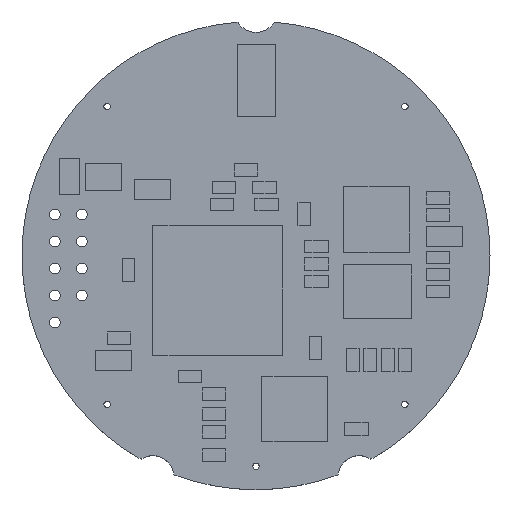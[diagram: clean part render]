
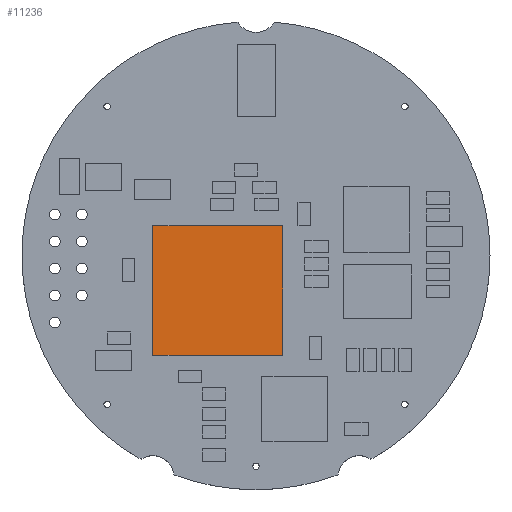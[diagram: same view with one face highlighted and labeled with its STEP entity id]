
A CAD part, top view. The second image highlights one B-rep face of the part: STEP entity #11236.
In plain terms, the highlighted planar face has unit normal (0, 0, 1).
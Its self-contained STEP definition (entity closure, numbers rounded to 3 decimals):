
#10922 = VERTEX_POINT('',#10923);
#10923 = CARTESIAN_POINT('',(3.05,3.05,1.));
#10930 = PLANE('',#10931);
#10931 = AXIS2_PLACEMENT_3D('',#10932,#10933,#10934);
#10932 = CARTESIAN_POINT('',(3.05,3.05,0.));
#10933 = DIRECTION('',(1.,0.,0.));
#10934 = DIRECTION('',(0.,-1.,0.));
#10942 = PLANE('',#10943);
#10943 = AXIS2_PLACEMENT_3D('',#10944,#10945,#10946);
#10944 = CARTESIAN_POINT('',(-3.05,3.05,0.));
#10945 = DIRECTION('',(0.,1.,0.));
#10946 = DIRECTION('',(1.,0.,0.));
#10954 = EDGE_CURVE('',#10922,#10955,#10957,.T.);
#10955 = VERTEX_POINT('',#10956);
#10956 = CARTESIAN_POINT('',(3.05,-3.05,1.));
#10957 = SURFACE_CURVE('',#10958,(#10962,#10969),.PCURVE_S1.);
#10958 = LINE('',#10959,#10960);
#10959 = CARTESIAN_POINT('',(3.05,3.05,1.));
#10960 = VECTOR('',#10961,1.);
#10961 = DIRECTION('',(0.,-1.,0.));
#10962 = PCURVE('',#10930,#10963);
#10963 = DEFINITIONAL_REPRESENTATION('',(#10964),#10968);
#10964 = LINE('',#10965,#10966);
#10965 = CARTESIAN_POINT('',(0.,-1.));
#10966 = VECTOR('',#10967,1.);
#10967 = DIRECTION('',(1.,0.));
#10968 = ( GEOMETRIC_REPRESENTATION_CONTEXT(2) 
PARAMETRIC_REPRESENTATION_CONTEXT() REPRESENTATION_CONTEXT('2D SPACE',''
  ) );
#10969 = PCURVE('',#10970,#10975);
#10970 = PLANE('',#10971);
#10971 = AXIS2_PLACEMENT_3D('',#10972,#10973,#10974);
#10972 = CARTESIAN_POINT('',(3.05,3.05,1.));
#10973 = DIRECTION('',(0.,0.,1.));
#10974 = DIRECTION('',(1.,0.,0.));
#10975 = DEFINITIONAL_REPRESENTATION('',(#10976),#10980);
#10976 = LINE('',#10977,#10978);
#10977 = CARTESIAN_POINT('',(0.,0.));
#10978 = VECTOR('',#10979,1.);
#10979 = DIRECTION('',(0.,-1.));
#10980 = ( GEOMETRIC_REPRESENTATION_CONTEXT(2) 
PARAMETRIC_REPRESENTATION_CONTEXT() REPRESENTATION_CONTEXT('2D SPACE',''
  ) );
#10998 = PLANE('',#10999);
#10999 = AXIS2_PLACEMENT_3D('',#11000,#11001,#11002);
#11000 = CARTESIAN_POINT('',(3.05,-3.05,0.));
#11001 = DIRECTION('',(0.,-1.,0.));
#11002 = DIRECTION('',(-1.,0.,0.));
#11040 = EDGE_CURVE('',#10955,#11041,#11043,.T.);
#11041 = VERTEX_POINT('',#11042);
#11042 = CARTESIAN_POINT('',(-3.05,-3.05,1.));
#11043 = SURFACE_CURVE('',#11044,(#11048,#11055),.PCURVE_S1.);
#11044 = LINE('',#11045,#11046);
#11045 = CARTESIAN_POINT('',(3.05,-3.05,1.));
#11046 = VECTOR('',#11047,1.);
#11047 = DIRECTION('',(-1.,0.,0.));
#11048 = PCURVE('',#10998,#11049);
#11049 = DEFINITIONAL_REPRESENTATION('',(#11050),#11054);
#11050 = LINE('',#11051,#11052);
#11051 = CARTESIAN_POINT('',(0.,-1.));
#11052 = VECTOR('',#11053,1.);
#11053 = DIRECTION('',(1.,0.));
#11054 = ( GEOMETRIC_REPRESENTATION_CONTEXT(2) 
PARAMETRIC_REPRESENTATION_CONTEXT() REPRESENTATION_CONTEXT('2D SPACE',''
  ) );
#11055 = PCURVE('',#10970,#11056);
#11056 = DEFINITIONAL_REPRESENTATION('',(#11057),#11061);
#11057 = LINE('',#11058,#11059);
#11058 = CARTESIAN_POINT('',(0.,-6.1));
#11059 = VECTOR('',#11060,1.);
#11060 = DIRECTION('',(-1.,0.));
#11061 = ( GEOMETRIC_REPRESENTATION_CONTEXT(2) 
PARAMETRIC_REPRESENTATION_CONTEXT() REPRESENTATION_CONTEXT('2D SPACE',''
  ) );
#11079 = PLANE('',#11080);
#11080 = AXIS2_PLACEMENT_3D('',#11081,#11082,#11083);
#11081 = CARTESIAN_POINT('',(-3.05,-3.05,0.));
#11082 = DIRECTION('',(-1.,0.,0.));
#11083 = DIRECTION('',(0.,1.,0.));
#11116 = EDGE_CURVE('',#11041,#11117,#11119,.T.);
#11117 = VERTEX_POINT('',#11118);
#11118 = CARTESIAN_POINT('',(-3.05,3.05,1.));
#11119 = SURFACE_CURVE('',#11120,(#11124,#11131),.PCURVE_S1.);
#11120 = LINE('',#11121,#11122);
#11121 = CARTESIAN_POINT('',(-3.05,-3.05,1.));
#11122 = VECTOR('',#11123,1.);
#11123 = DIRECTION('',(0.,1.,0.));
#11124 = PCURVE('',#11079,#11125);
#11125 = DEFINITIONAL_REPRESENTATION('',(#11126),#11130);
#11126 = LINE('',#11127,#11128);
#11127 = CARTESIAN_POINT('',(0.,-1.));
#11128 = VECTOR('',#11129,1.);
#11129 = DIRECTION('',(1.,0.));
#11130 = ( GEOMETRIC_REPRESENTATION_CONTEXT(2) 
PARAMETRIC_REPRESENTATION_CONTEXT() REPRESENTATION_CONTEXT('2D SPACE',''
  ) );
#11131 = PCURVE('',#10970,#11132);
#11132 = DEFINITIONAL_REPRESENTATION('',(#11133),#11137);
#11133 = LINE('',#11134,#11135);
#11134 = CARTESIAN_POINT('',(-6.1,-6.1));
#11135 = VECTOR('',#11136,1.);
#11136 = DIRECTION('',(0.,1.));
#11137 = ( GEOMETRIC_REPRESENTATION_CONTEXT(2) 
PARAMETRIC_REPRESENTATION_CONTEXT() REPRESENTATION_CONTEXT('2D SPACE',''
  ) );
#11187 = EDGE_CURVE('',#11117,#10922,#11188,.T.);
#11188 = SURFACE_CURVE('',#11189,(#11193,#11200),.PCURVE_S1.);
#11189 = LINE('',#11190,#11191);
#11190 = CARTESIAN_POINT('',(-3.05,3.05,1.));
#11191 = VECTOR('',#11192,1.);
#11192 = DIRECTION('',(1.,0.,0.));
#11193 = PCURVE('',#10942,#11194);
#11194 = DEFINITIONAL_REPRESENTATION('',(#11195),#11199);
#11195 = LINE('',#11196,#11197);
#11196 = CARTESIAN_POINT('',(0.,-1.));
#11197 = VECTOR('',#11198,1.);
#11198 = DIRECTION('',(1.,0.));
#11199 = ( GEOMETRIC_REPRESENTATION_CONTEXT(2) 
PARAMETRIC_REPRESENTATION_CONTEXT() REPRESENTATION_CONTEXT('2D SPACE',''
  ) );
#11200 = PCURVE('',#10970,#11201);
#11201 = DEFINITIONAL_REPRESENTATION('',(#11202),#11206);
#11202 = LINE('',#11203,#11204);
#11203 = CARTESIAN_POINT('',(-6.1,0.));
#11204 = VECTOR('',#11205,1.);
#11205 = DIRECTION('',(1.,0.));
#11206 = ( GEOMETRIC_REPRESENTATION_CONTEXT(2) 
PARAMETRIC_REPRESENTATION_CONTEXT() REPRESENTATION_CONTEXT('2D SPACE',''
  ) );
#11236 = ADVANCED_FACE('',(#11237),#10970,.T.);
#11237 = FACE_BOUND('',#11238,.F.);
#11238 = EDGE_LOOP('',(#11239,#11240,#11241,#11242));
#11239 = ORIENTED_EDGE('',*,*,#10954,.T.);
#11240 = ORIENTED_EDGE('',*,*,#11040,.T.);
#11241 = ORIENTED_EDGE('',*,*,#11116,.T.);
#11242 = ORIENTED_EDGE('',*,*,#11187,.T.);
